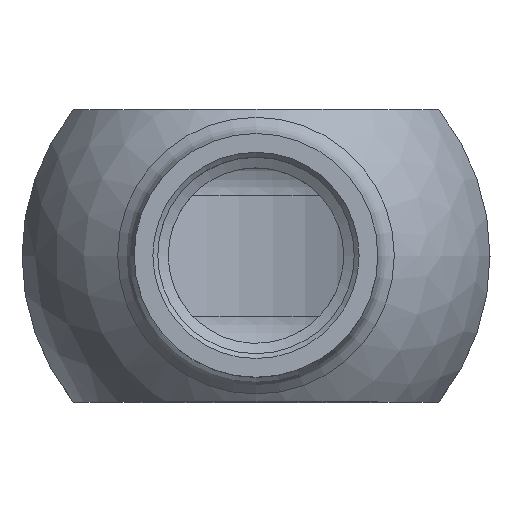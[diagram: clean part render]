
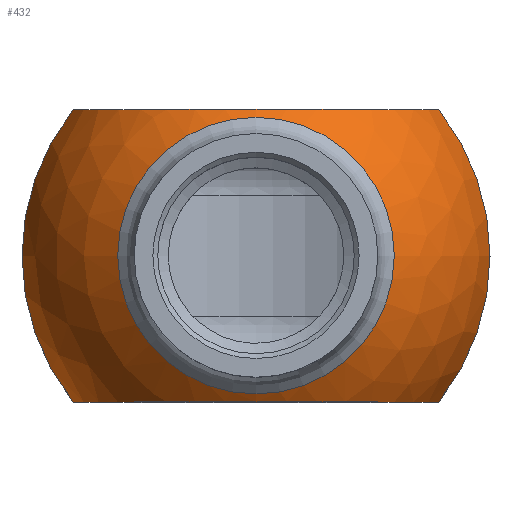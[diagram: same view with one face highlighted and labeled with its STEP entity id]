
A CAD part, top view. The second image highlights one B-rep face of the part: STEP entity #432.
In plain terms, the highlighted spherical face has radius 24.5 mm.
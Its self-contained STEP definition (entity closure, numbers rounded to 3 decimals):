
#374=CARTESIAN_POINT('',(13.186,10.807,19.976));
#375=VERTEX_POINT('',#374);
#376=CARTESIAN_POINT('',(-0.998,10.807,19.976));
#377=DIRECTION('',(0.0,0.0,1.0));
#378=DIRECTION('',(-1.0,0.0,0.0));
#379=AXIS2_PLACEMENT_3D('',#376,#377,#378);
#380=CIRCLE('',#379,14.184);
#381=EDGE_CURVE('',#375,#375,#380,.T.);
#386=CARTESIAN_POINT('',(-0.998,10.807,0.0));
#387=DIRECTION('',(0.0,0.0,1.0));
#388=DIRECTION('',(1.0,0.0,0.0));
#389=AXIS2_PLACEMENT_3D('',#386,#387,#388);
#390=SPHERICAL_SURFACE('',#389,24.5);
#391=CARTESIAN_POINT('',(17.737,25.807,4.924));
#392=VERTEX_POINT('',#391);
#393=CARTESIAN_POINT('',(-19.733,25.807,4.924));
#394=VERTEX_POINT('',#393);
#395=CARTESIAN_POINT('',(-0.998,25.807,0.0));
#396=DIRECTION('',(0.0,-1.0,0.0));
#397=DIRECTION('',(0.0,0.0,1.0));
#398=AXIS2_PLACEMENT_3D('',#395,#396,#397);
#399=CIRCLE('',#398,19.371);
#400=EDGE_CURVE('',#392,#394,#399,.T.);
#401=ORIENTED_EDGE('',*,*,#400,.T.);
#402=CARTESIAN_POINT('',(-19.733,-4.193,4.924));
#403=VERTEX_POINT('',#402);
#404=CARTESIAN_POINT('',(-0.998,10.807,4.924));
#405=DIRECTION('',(0.0,0.0,-1.0));
#406=DIRECTION('',(-1.0,0.0,0.0));
#407=AXIS2_PLACEMENT_3D('',#404,#405,#406);
#408=CIRCLE('',#407,24.);
#409=EDGE_CURVE('',#403,#394,#408,.T.);
#410=ORIENTED_EDGE('',*,*,#409,.F.);
#411=CARTESIAN_POINT('',(17.737,-4.193,4.924));
#412=VERTEX_POINT('',#411);
#413=CARTESIAN_POINT('',(-0.998,-4.193,0.0));
#414=DIRECTION('',(0.0,1.0,0.0));
#415=DIRECTION('',(0.0,0.0,-1.0));
#416=AXIS2_PLACEMENT_3D('',#413,#414,#415);
#417=CIRCLE('',#416,19.371);
#418=EDGE_CURVE('',#403,#412,#417,.T.);
#419=ORIENTED_EDGE('',*,*,#418,.T.);
#420=CARTESIAN_POINT('',(-0.998,10.807,4.924));
#421=DIRECTION('',(0.0,0.0,-1.0));
#422=DIRECTION('',(-1.0,0.0,0.0));
#423=AXIS2_PLACEMENT_3D('',#420,#421,#422);
#424=CIRCLE('',#423,24.);
#425=EDGE_CURVE('',#392,#412,#424,.T.);
#426=ORIENTED_EDGE('',*,*,#425,.F.);
#427=EDGE_LOOP('',(#401,#410,#419,#426));
#428=FACE_OUTER_BOUND('',#427,.T.);
#429=ORIENTED_EDGE('',*,*,#381,.F.);
#430=EDGE_LOOP('',(#429));
#431=FACE_BOUND('',#430,.T.);
#432=ADVANCED_FACE('',(#428,#431),#390,.T.);
